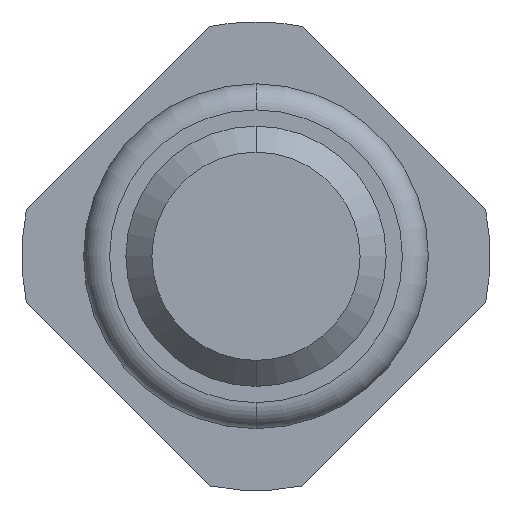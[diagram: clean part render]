
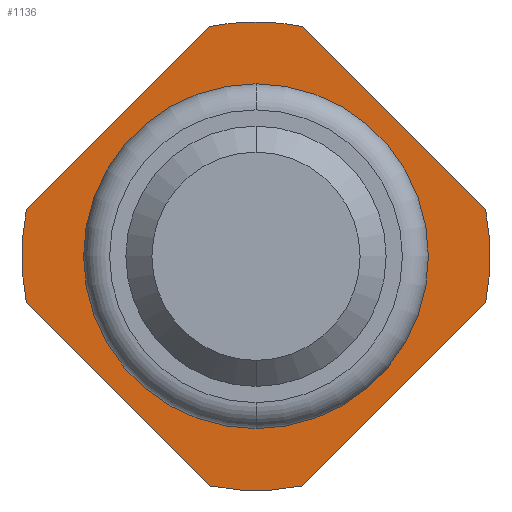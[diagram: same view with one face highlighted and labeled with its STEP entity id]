
A CAD part, front view. The second image highlights one B-rep face of the part: STEP entity #1136.
In plain terms, the highlighted planar face has unit normal (0, -1, 0).
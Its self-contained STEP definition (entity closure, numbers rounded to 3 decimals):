
#3 = DIRECTION ( 'NONE',  ( 0., 1., 0. ) ) ;
#41 = CIRCLE ( 'NONE', #2209, 1.8 ) ;
#43 = DIRECTION ( 'NONE',  ( 0., 0., 1. ) ) ;
#106 = AXIS2_PLACEMENT_3D ( 'NONE', #321, #966, #404 ) ;
#111 = VERTEX_POINT ( 'NONE', #1709 ) ;
#114 = EDGE_LOOP ( 'NONE', ( #986, #3666 ) ) ;
#247 = DIRECTION ( 'NONE',  ( 0., 1., 0. ) ) ;
#297 = FACE_OUTER_BOUND ( 'NONE', #3520, .T. ) ;
#321 = CARTESIAN_POINT ( 'NONE',  ( 0., -2., 0. ) ) ;
#339 = CARTESIAN_POINT ( 'NONE',  ( -0.357, -2., 1.764 ) ) ;
#369 = ORIENTED_EDGE ( 'NONE', *, *, #2482, .F. ) ;
#380 = EDGE_CURVE ( 'Defeature ausgef�hrt2_2+Defeature ausgef�hrt2_0+Defeature ausgef�hrt2_17+Defeature ausgef�hrt2_18', #2389, #2435, #41, .T. ) ;
#400 = EDGE_CURVE ( 'Defeature ausgef�hrt2_4+Defeature ausgef�hrt2_0+Defeature ausgef�hrt2_15+Defeature ausgef�hrt2_16', #2420, #111, #2630, .T. ) ;
#404 = DIRECTION ( 'NONE',  ( 0., 0., 1. ) ) ;
#411 = CIRCLE ( 'NONE', #1363, 1.8 ) ;
#426 = VERTEX_POINT ( 'NONE', #1392 ) ;
#474 = EDGE_CURVE ( 'Defeature ausgef�hrt2_3+Defeature ausgef�hrt2_0+Defeature ausgef�hrt2_16+Defeature ausgef�hrt2_17', #2502, #3229, #1244, .T. ) ;
#523 = ORIENTED_EDGE ( 'NONE', *, *, #678, .F. ) ;
#539 = CARTESIAN_POINT ( 'NONE',  ( -0.161, -2., -1.961 ) ) ;
#558 = VERTEX_POINT ( 'NONE', #1811 ) ;
#678 = EDGE_CURVE ( 'Defeature ausgef�hrt2_1+Defeature ausgef�hrt2_0+Defeature ausgef�hrt2_18+Defeature ausgef�hrt2_15', #1372, #1906, #762, .T. ) ;
#729 = CARTESIAN_POINT ( 'NONE',  ( 1.764, -2., -0.357 ) ) ;
#762 = CIRCLE ( 'NONE', #1478, 1.8 ) ;
#867 = DIRECTION ( 'NONE',  ( 0., 1., 0. ) ) ;
#966 = DIRECTION ( 'NONE',  ( 0., 1., 0. ) ) ;
#969 = ORIENTED_EDGE ( 'NONE', *, *, #2196, .F. ) ;
#986 = ORIENTED_EDGE ( 'NONE', *, *, #1526, .T. ) ;
#1006 = LINE ( 'NONE', #3036, #1427 ) ;
#1032 = ORIENTED_EDGE ( 'NONE', *, *, #2589, .F. ) ;
#1058 = VECTOR ( 'NONE', #1786, 1000. ) ;
#1136 = ADVANCED_FACE ( 'Defeature ausgef�hrt2_0', ( #2885, #297 ), #3444, .F. ) ;
#1162 = DIRECTION ( 'NONE',  ( 0., 1., 0. ) ) ;
#1244 = CIRCLE ( 'NONE', #2812, 1.8 ) ;
#1355 = CARTESIAN_POINT ( 'NONE',  ( 0., -2., 1.8 ) ) ;
#1363 = AXIS2_PLACEMENT_3D ( 'NONE', #1830, #1162, #43 ) ;
#1365 = EDGE_CURVE ( 'Defeature ausgef�hrt2_17+Defeature ausgef�hrt2_0+Defeature ausgef�hrt2_3+Defeature ausgef�hrt2_2', #3229, #2389, #1006, .T. ) ;
#1372 = VERTEX_POINT ( 'NONE', #3382 ) ;
#1390 = DIRECTION ( 'NONE',  ( 0., 0., 1. ) ) ;
#1392 = CARTESIAN_POINT ( 'NONE',  ( 0., -2., -1.325 ) ) ;
#1410 = CARTESIAN_POINT ( 'NONE',  ( 0., -2., 0. ) ) ;
#1427 = VECTOR ( 'NONE', #2785, 1000. ) ;
#1431 = CARTESIAN_POINT ( 'NONE',  ( 0., -2., 0. ) ) ;
#1446 = CARTESIAN_POINT ( 'NONE',  ( 1.961, -2., 0.161 ) ) ;
#1478 = AXIS2_PLACEMENT_3D ( 'NONE', #2832, #247, #1390 ) ;
#1526 = EDGE_CURVE ( 'Defeature ausgef�hrt2_0+Defeature ausgef�hrt2_12+Defeature ausgef�hrt2_12+Defeature ausgef�hrt2_12', #2499, #426, #1556, .T. ) ;
#1556 = CIRCLE ( 'NONE', #3658, 1.325 ) ;
#1564 = ORIENTED_EDGE ( 'NONE', *, *, #380, .F. ) ;
#1709 = CARTESIAN_POINT ( 'NONE',  ( -0.357, -2., -1.764 ) ) ;
#1745 = CARTESIAN_POINT ( 'NONE',  ( 1.8, -2., 0. ) ) ;
#1786 = DIRECTION ( 'NONE',  ( 0.707, 0., -0.707 ) ) ;
#1803 = ORIENTED_EDGE ( 'NONE', *, *, #2081, .F. ) ;
#1811 = CARTESIAN_POINT ( 'NONE',  ( 0.357, -2., 1.764 ) ) ;
#1830 = CARTESIAN_POINT ( 'NONE',  ( 0., -2., 0. ) ) ;
#1871 = DIRECTION ( 'NONE',  ( 0., 0., 1. ) ) ;
#1906 = VERTEX_POINT ( 'NONE', #729 ) ;
#1920 = CARTESIAN_POINT ( 'NONE',  ( 0., -2., 1.325 ) ) ;
#1936 = CARTESIAN_POINT ( 'NONE',  ( -1.764, -2., 0.357 ) ) ;
#1999 = CARTESIAN_POINT ( 'NONE',  ( 0., -2., 0. ) ) ;
#2002 = DIRECTION ( 'NONE',  ( 0., 0., 1. ) ) ;
#2018 = DIRECTION ( 'NONE',  ( 0., 0., 1. ) ) ;
#2081 = EDGE_CURVE ( 'Defeature ausgef�hrt2_16+Defeature ausgef�hrt2_0+Defeature ausgef�hrt2_4+Defeature ausgef�hrt2_3', #111, #2502, #3682, .T. ) ;
#2139 = EDGE_CURVE ( 'Defeature ausgef�hrt2_0+Defeature ausgef�hrt2_12+Defeature ausgef�hrt2_12+Defeature ausgef�hrt2_12', #426, #2499, #3181, .T. ) ;
#2155 = VECTOR ( 'NONE', #2872, 1000. ) ;
#2196 = EDGE_CURVE ( 'Defeature ausgef�hrt2_2+Defeature ausgef�hrt2_0+Defeature ausgef�hrt2_17+Defeature ausgef�hrt2_18', #2435, #558, #411, .T. ) ;
#2209 = AXIS2_PLACEMENT_3D ( 'NONE', #1431, #3, #2908 ) ;
#2276 = DIRECTION ( 'NONE',  ( 0., 1., 0. ) ) ;
#2292 = DIRECTION ( 'NONE',  ( 0., 1., 0. ) ) ;
#2364 = ORIENTED_EDGE ( 'NONE', *, *, #400, .F. ) ;
#2389 = VERTEX_POINT ( 'NONE', #339 ) ;
#2420 = VERTEX_POINT ( 'NONE', #2531 ) ;
#2435 = VERTEX_POINT ( 'NONE', #1355 ) ;
#2482 = EDGE_CURVE ( 'Defeature ausgef�hrt2_15+Defeature ausgef�hrt2_0+Defeature ausgef�hrt2_1+Defeature ausgef�hrt2_4', #1906, #2420, #3698, .T. ) ;
#2499 = VERTEX_POINT ( 'NONE', #1920 ) ;
#2502 = VERTEX_POINT ( 'NONE', #3081 ) ;
#2505 = AXIS2_PLACEMENT_3D ( 'NONE', #1410, #867, #3699 ) ;
#2531 = CARTESIAN_POINT ( 'NONE',  ( 0.357, -2., -1.764 ) ) ;
#2589 = EDGE_CURVE ( 'Defeature ausgef�hrt2_18+Defeature ausgef�hrt2_0+Defeature ausgef�hrt2_2+Defeature ausgef�hrt2_1', #558, #1372, #3155, .T. ) ;
#2630 = CIRCLE ( 'NONE', #2505, 1.8 ) ;
#2785 = DIRECTION ( 'NONE',  ( 0.707, 0., 0.707 ) ) ;
#2812 = AXIS2_PLACEMENT_3D ( 'NONE', #3330, #3313, #1871 ) ;
#2832 = CARTESIAN_POINT ( 'NONE',  ( 0., -2., 0. ) ) ;
#2849 = DIRECTION ( 'NONE',  ( -0.707, 0., -0.707 ) ) ;
#2872 = DIRECTION ( 'NONE',  ( -0.707, 0., 0.707 ) ) ;
#2885 = FACE_BOUND ( 'NONE', #114, .T. ) ;
#2908 = DIRECTION ( 'NONE',  ( 0., 0., 1. ) ) ;
#2935 = VECTOR ( 'NONE', #2849, 1000. ) ;
#3036 = CARTESIAN_POINT ( 'NONE',  ( -0.161, -2., 1.961 ) ) ;
#3081 = CARTESIAN_POINT ( 'NONE',  ( -1.764, -2., -0.357 ) ) ;
#3135 = CARTESIAN_POINT ( 'NONE',  ( 1.961, -2., -0.161 ) ) ;
#3155 = LINE ( 'NONE', #1446, #1058 ) ;
#3181 = CIRCLE ( 'NONE', #106, 1.325 ) ;
#3229 = VERTEX_POINT ( 'NONE', #1936 ) ;
#3313 = DIRECTION ( 'NONE',  ( 0., 1., 0. ) ) ;
#3330 = CARTESIAN_POINT ( 'NONE',  ( 0., -2., 0. ) ) ;
#3382 = CARTESIAN_POINT ( 'NONE',  ( 1.764, -2., 0.357 ) ) ;
#3444 = PLANE ( 'NONE',  #3479 ) ;
#3479 = AXIS2_PLACEMENT_3D ( 'NONE', #1745, #2276, #2002 ) ;
#3514 = ORIENTED_EDGE ( 'NONE', *, *, #474, .F. ) ;
#3520 = EDGE_LOOP ( 'NONE', ( #1032, #969, #1564, #3586, #3514, #1803, #2364, #369, #523 ) ) ;
#3586 = ORIENTED_EDGE ( 'NONE', *, *, #1365, .F. ) ;
#3658 = AXIS2_PLACEMENT_3D ( 'NONE', #1999, #2292, #2018 ) ;
#3666 = ORIENTED_EDGE ( 'NONE', *, *, #2139, .T. ) ;
#3682 = LINE ( 'NONE', #539, #2155 ) ;
#3698 = LINE ( 'NONE', #3135, #2935 ) ;
#3699 = DIRECTION ( 'NONE',  ( 0., 0., 1. ) ) ;
